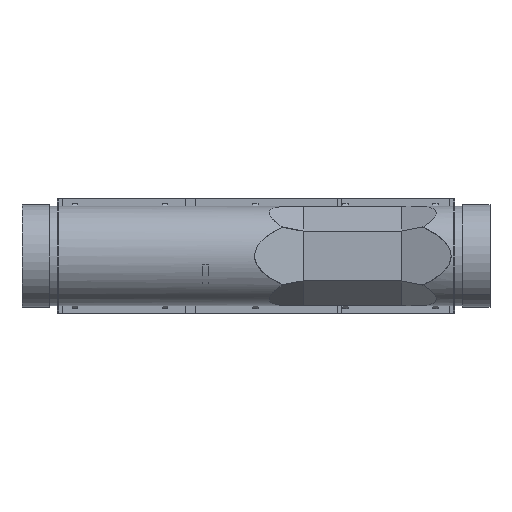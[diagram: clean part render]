
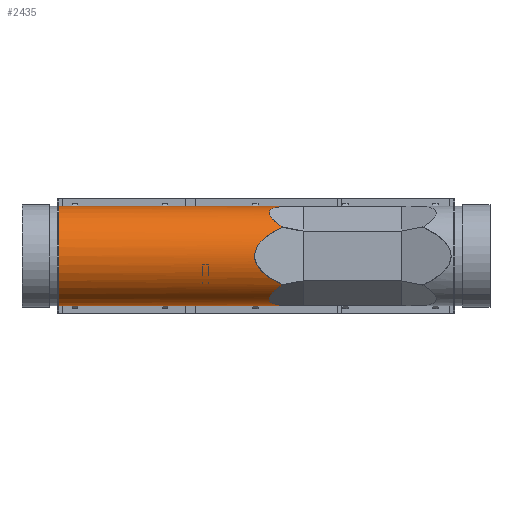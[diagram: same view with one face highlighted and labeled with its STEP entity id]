
A CAD part, front view. The second image highlights one B-rep face of the part: STEP entity #2435.
In plain terms, the highlighted cylindrical face has radius 463.55 mm (diameter 927.1 mm), a partial arc.
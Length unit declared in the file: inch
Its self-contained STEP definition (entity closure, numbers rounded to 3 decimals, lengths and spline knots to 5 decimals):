
#32 = CARTESIAN_POINT ( 'NONE',  ( 9.80298, 3.1708, 10.63755 ) ) ;
#34 = CYLINDRICAL_SURFACE ( 'NONE', #4618, 18.25 ) ;
#158 = ORIENTED_EDGE ( 'NONE', *, *, #1665, .T. ) ;
#558 = DIRECTION ( 'NONE',  ( 0., 0., -1. ) ) ;
#633 =( BOUNDED_CURVE ( )  B_SPLINE_CURVE ( 3, ( #3078, #6964, #1882, #6480 ),
 .UNSPECIFIED., .F., .F. ) 
 B_SPLINE_CURVE_WITH_KNOTS ( ( 4, 4 ),
 ( 5.75959, 6.70811 ),
 .UNSPECIFIED. ) 
 CURVE ( )  GEOMETRIC_REPRESENTATION_ITEM ( )  RATIONAL_B_SPLINE_CURVE ( ( 1., 0.926, 0.926, 1. ) ) 
 REPRESENTATION_ITEM ( '' )  );
#652 = CARTESIAN_POINT ( 'NONE',  ( 72.5, 18., 18.25 ) ) ;
#665 = CARTESIAN_POINT ( 'NONE',  ( 3.28156, 12.00237, 18.25 ) ) ;
#967 = CARTESIAN_POINT ( 'NONE',  ( 9.80298, 3.1708, -10.63755 ) ) ;
#1027 = CARTESIAN_POINT ( 'NONE',  ( -4.36875, -1.55311, -4.05222 ) ) ;
#1143 = CARTESIAN_POINT ( 'NONE',  ( -72.25, 18., 0. ) ) ;
#1346 = AXIS2_PLACEMENT_3D ( 'NONE', #1143, #6901, #558 ) ;
#1374 = EDGE_CURVE ( 'NONE', #6989, #7289, #633, .T. ) ;
#1467 = ORIENTED_EDGE ( 'NONE', *, *, #6178, .T. ) ;
#1583 = VERTEX_POINT ( 'NONE', #7217 ) ;
#1665 = EDGE_CURVE ( 'NONE', #7289, #5229, #4378, .T. ) ;
#1674 = CARTESIAN_POINT ( 'NONE',  ( 72.5, 18., 0. ) ) ;
#1882 = CARTESIAN_POINT ( 'NONE',  ( 2.39547, 6.6667, -15.51098 ) ) ;
#2205 = DIRECTION ( 'NONE',  ( -1., 0., 0. ) ) ;
#2274 = CARTESIAN_POINT ( 'NONE',  ( 12.26567, 18., 18.25 ) ) ;
#2390 = CARTESIAN_POINT ( 'NONE',  ( 12.26567, 18., 18.25 ) ) ;
#2435 = ADVANCED_FACE ( 'NONE', ( #4555 ), #34, .T. ) ;
#3078 = CARTESIAN_POINT ( 'NONE',  ( 12.26567, 18., -18.25 ) ) ;
#3161 = EDGE_CURVE ( 'NONE', #6989, #5978, #4904, .T. ) ;
#3312 = CARTESIAN_POINT ( 'NONE',  ( 72.5, 18., -18.25 ) ) ;
#3329 = CARTESIAN_POINT ( 'NONE',  ( 9.80298, 3.1708, 10.63755 ) ) ;
#3388 = EDGE_CURVE ( 'NONE', #7003, #5229, #5429, .T. ) ;
#3395 = CARTESIAN_POINT ( 'NONE',  ( 12.26567, 18., -18.25 ) ) ;
#3478 = LINE ( 'NONE', #652, #5611 ) ;
#4038 = CARTESIAN_POINT ( 'NONE',  ( 2.39547, 6.6667, 15.51098 ) ) ;
#4255 = EDGE_LOOP ( 'NONE', ( #158, #5847, #1467, #6513, #6099, #6307 ) ) ;
#4378 =( BOUNDED_CURVE ( )  B_SPLINE_CURVE ( 3, ( #4470, #1027, #6037, #6737 ),
 .UNSPECIFIED., .F., .F. ) 
 B_SPLINE_CURVE_WITH_KNOTS ( ( 4, 4 ),
 ( 5.66092, 6.90545 ),
 .UNSPECIFIED. ) 
 CURVE ( )  GEOMETRIC_REPRESENTATION_ITEM ( )  RATIONAL_B_SPLINE_CURVE ( ( 1., 0.875, 0.875, 1. ) ) 
 REPRESENTATION_ITEM ( '' )  );
#4470 = CARTESIAN_POINT ( 'NONE',  ( 9.80298, 3.1708, -10.63755 ) ) ;
#4555 = FACE_OUTER_BOUND ( 'NONE', #4255, .T. ) ;
#4618 = AXIS2_PLACEMENT_3D ( 'NONE', #1674, #2205, #5133 ) ;
#4904 = LINE ( 'NONE', #3312, #6748 ) ;
#5133 = DIRECTION ( 'NONE',  ( 0., 0., 1. ) ) ;
#5229 = VERTEX_POINT ( 'NONE', #3329 ) ;
#5429 =( BOUNDED_CURVE ( )  B_SPLINE_CURVE ( 3, ( #2274, #665, #4038, #32 ),
 .UNSPECIFIED., .F., .F. ) 
 B_SPLINE_CURVE_WITH_KNOTS ( ( 4, 4 ),
 ( 5.75959, 6.70811 ),
 .UNSPECIFIED. ) 
 CURVE ( )  GEOMETRIC_REPRESENTATION_ITEM ( )  RATIONAL_B_SPLINE_CURVE ( ( 1., 0.926, 0.926, 1. ) ) 
 REPRESENTATION_ITEM ( '' )  );
#5502 = DIRECTION ( 'NONE',  ( -1., 0., 0. ) ) ;
#5611 = VECTOR ( 'NONE', #6409, 39.37008 ) ;
#5847 = ORIENTED_EDGE ( 'NONE', *, *, #3388, .F. ) ;
#5978 = VERTEX_POINT ( 'NONE', #6773 ) ;
#6037 = CARTESIAN_POINT ( 'NONE',  ( -4.36875, -1.55311, 4.05222 ) ) ;
#6099 = ORIENTED_EDGE ( 'NONE', *, *, #3161, .F. ) ;
#6178 = EDGE_CURVE ( 'NONE', #7003, #1583, #3478, .T. ) ;
#6307 = ORIENTED_EDGE ( 'NONE', *, *, #1374, .T. ) ;
#6409 = DIRECTION ( 'NONE',  ( -1., 0., 0. ) ) ;
#6480 = CARTESIAN_POINT ( 'NONE',  ( 9.80298, 3.1708, -10.63755 ) ) ;
#6513 = ORIENTED_EDGE ( 'NONE', *, *, #6941, .T. ) ;
#6737 = CARTESIAN_POINT ( 'NONE',  ( 9.80298, 3.1708, 10.63755 ) ) ;
#6748 = VECTOR ( 'NONE', #5502, 39.37008 ) ;
#6773 = CARTESIAN_POINT ( 'NONE',  ( -72.25, 18., -18.25 ) ) ;
#6901 = DIRECTION ( 'NONE',  ( 1., 0., 0. ) ) ;
#6941 = EDGE_CURVE ( 'NONE', #1583, #5978, #7274, .T. ) ;
#6964 = CARTESIAN_POINT ( 'NONE',  ( 3.28156, 12.00237, -18.25 ) ) ;
#6989 = VERTEX_POINT ( 'NONE', #3395 ) ;
#7003 = VERTEX_POINT ( 'NONE', #2390 ) ;
#7217 = CARTESIAN_POINT ( 'NONE',  ( -72.25, 18., 18.25 ) ) ;
#7274 = CIRCLE ( 'NONE', #1346, 18.25 ) ;
#7289 = VERTEX_POINT ( 'NONE', #967 ) ;
